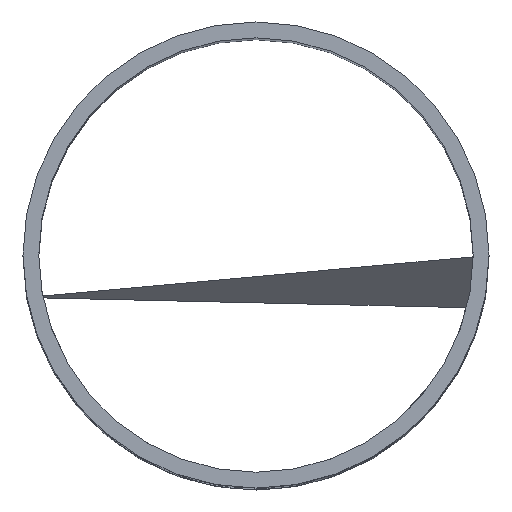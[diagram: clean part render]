
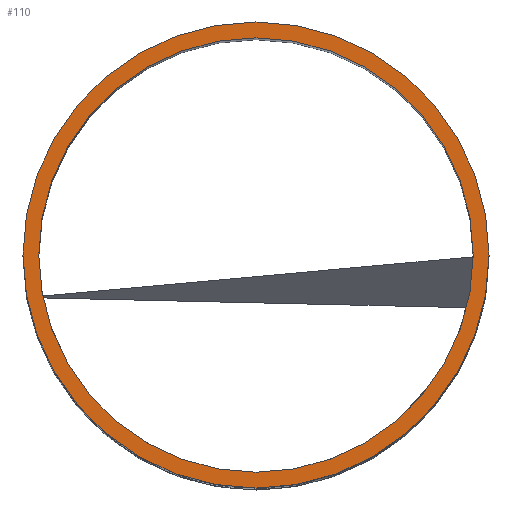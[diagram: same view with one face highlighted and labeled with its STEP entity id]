
A CAD part, top view. The second image highlights one B-rep face of the part: STEP entity #110.
In plain terms, the highlighted planar face has unit normal (0, 0, 1).
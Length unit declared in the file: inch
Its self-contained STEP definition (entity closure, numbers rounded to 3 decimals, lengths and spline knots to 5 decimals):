
#15=FACE_BOUND('',#31,.T.);
#17=PLANE('',#133);
#24=FACE_OUTER_BOUND('',#30,.T.);
#30=EDGE_LOOP('',(#97));
#31=EDGE_LOOP('',(#98));
#51=CIRCLE('',#128,5.01);
#54=CIRCLE('',#132,5.375);
#55=VERTEX_POINT('',#161);
#62=VERTEX_POINT('',#1711);
#63=EDGE_CURVE('',#55,#55,#51,.T.);
#74=EDGE_CURVE('',#62,#62,#54,.T.);
#97=ORIENTED_EDGE('',*,*,#74,.F.);
#98=ORIENTED_EDGE('',*,*,#63,.T.);
#110=ADVANCED_FACE('',(#24,#15),#17,.T.);
#128=AXIS2_PLACEMENT_3D('',#162,#139,#140);
#132=AXIS2_PLACEMENT_3D('',#1713,#151,#152);
#133=AXIS2_PLACEMENT_3D('',#1916,#155,#156);
#139=DIRECTION('center_axis',(0.,0.,-1.));
#140=DIRECTION('ref_axis',(-1.,0.,0.));
#151=DIRECTION('center_axis',(0.,0.,-1.));
#152=DIRECTION('ref_axis',(-1.,0.,0.));
#155=DIRECTION('center_axis',(0.,0.,1.));
#156=DIRECTION('ref_axis',(1.,0.,0.));
#161=CARTESIAN_POINT('',(5.01,0.,5.));
#162=CARTESIAN_POINT('Origin',(0.,0.,5.));
#1711=CARTESIAN_POINT('',(5.375,0.,5.));
#1713=CARTESIAN_POINT('Origin',(0.,0.,5.));
#1916=CARTESIAN_POINT('Origin',(0.,0.,5.));
